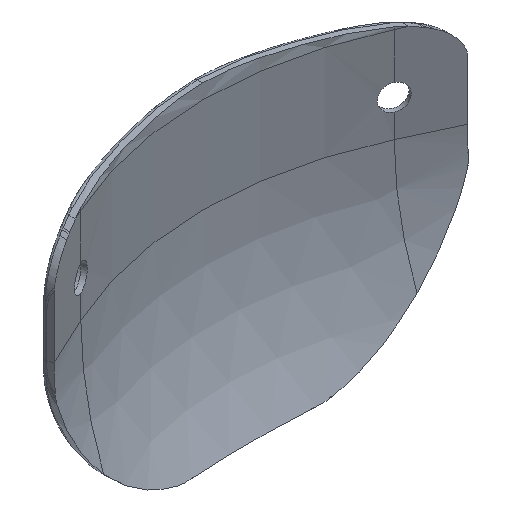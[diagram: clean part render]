
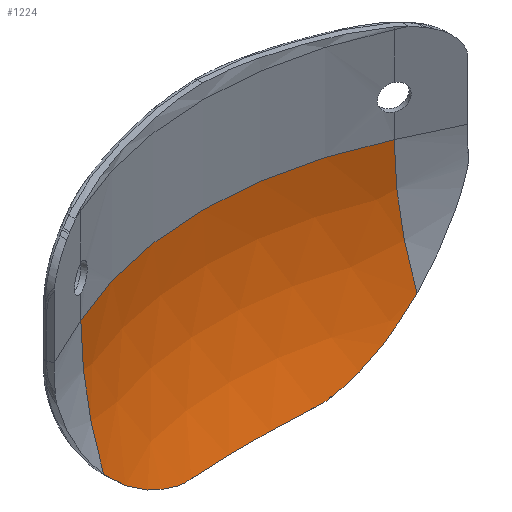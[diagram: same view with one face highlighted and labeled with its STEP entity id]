
A CAD part, isometric view. The second image highlights one B-rep face of the part: STEP entity #1224.
In plain terms, the highlighted spherical face has radius 202.176 mm.
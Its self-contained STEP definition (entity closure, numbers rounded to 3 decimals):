
#18=SPHERICAL_SURFACE('',#1331,202.176);
#112=FACE_OUTER_BOUND('',#190,.T.);
#190=EDGE_LOOP('',(#958,#959,#960,#961,#962,#963,#964,#965));
#249=CIRCLE('',#1313,202.176);
#257=CIRCLE('',#1326,183.234);
#260=CIRCLE('',#1332,202.176);
#261=CIRCLE('',#1333,183.234);
#424=B_SPLINE_CURVE_WITH_KNOTS('',3,(#2497,#2498,#2499,#2500,#2501,#2502,
#2503,#2504,#2505,#2506,#2507,#2508,#2509,#2510,#2511,#2512,#2513,#2514,
#2515,#2516,#2517,#2518,#2519,#2520,#2521,#2522,#2523,#2524,#2525,#2526,
#2527),.UNSPECIFIED.,.F.,.F.,(4,3,3,3,3,3,3,3,3,3,4),(0.,
0.12,0.234,0.345,0.451,
0.481,0.575,0.664,0.751,0.834,
0.898),.UNSPECIFIED.);
#425=B_SPLINE_CURVE_WITH_KNOTS('',3,(#2531,#2532,#2533,#2534,#2535,#2536,
#2537,#2538,#2539,#2540,#2541,#2542,#2543,#2544,#2545,#2546,#2547,#2548,
#2549,#2550,#2551,#2552,#2553,#2554,#2555,#2556,#2557,#2558,#2559,#2560,
#2561),.UNSPECIFIED.,.F.,.F.,(4,3,3,3,3,3,3,3,3,3,4),(0.,0.083,
0.169,0.257,0.35,0.409,0.515,
0.626,0.74,0.859,0.896),
 .UNSPECIFIED.);
#426=B_SPLINE_CURVE_WITH_KNOTS('',3,(#2562,#2563,#2564,#2565,#2566,#2567,
#2568,#2569),.UNSPECIFIED.,.F.,.F.,(4,2,2,4),(1.261,1.883,
4.541,6.489),.UNSPECIFIED.);
#427=B_SPLINE_CURVE_WITH_KNOTS('',3,(#2572,#2573,#2574,#2575,#2576,#2577,
#2578,#2579),.UNSPECIFIED.,.F.,.F.,(4,2,2,4),(0.817,1.901,
4.664,6.046),.UNSPECIFIED.);
#503=VERTEX_POINT('',#1991);
#512=VERTEX_POINT('',#2044);
#537=VERTEX_POINT('',#2380);
#544=VERTEX_POINT('',#2495);
#545=VERTEX_POINT('',#2496);
#546=VERTEX_POINT('',#2528);
#547=VERTEX_POINT('',#2530);
#548=VERTEX_POINT('',#2570);
#644=EDGE_CURVE('',#503,#512,#249,.T.);
#680=EDGE_CURVE('',#503,#537,#257,.T.);
#693=EDGE_CURVE('',#544,#545,#424,.T.);
#694=EDGE_CURVE('',#546,#544,#260,.T.);
#695=EDGE_CURVE('',#547,#546,#425,.T.);
#696=EDGE_CURVE('',#547,#537,#426,.T.);
#697=EDGE_CURVE('',#512,#548,#261,.T.);
#698=EDGE_CURVE('',#548,#545,#427,.T.);
#958=ORIENTED_EDGE('',*,*,#693,.F.);
#959=ORIENTED_EDGE('',*,*,#694,.F.);
#960=ORIENTED_EDGE('',*,*,#695,.F.);
#961=ORIENTED_EDGE('',*,*,#696,.T.);
#962=ORIENTED_EDGE('',*,*,#680,.F.);
#963=ORIENTED_EDGE('',*,*,#644,.T.);
#964=ORIENTED_EDGE('',*,*,#697,.T.);
#965=ORIENTED_EDGE('',*,*,#698,.T.);
#1224=ADVANCED_FACE('',(#112),#18,.F.);
#1313=AXIS2_PLACEMENT_3D('',#2046,#1442,#1443);
#1326=AXIS2_PLACEMENT_3D('',#2381,#1477,#1478);
#1331=AXIS2_PLACEMENT_3D('',#2494,#1490,#1491);
#1332=AXIS2_PLACEMENT_3D('',#2529,#1492,#1493);
#1333=AXIS2_PLACEMENT_3D('',#2571,#1494,#1495);
#1442=DIRECTION('center_axis',(0.,0.,1.));
#1443=DIRECTION('ref_axis',(-1.,0.,0.));
#1477=DIRECTION('center_axis',(-1.,0.,0.));
#1478=DIRECTION('ref_axis',(0.,1.,0.));
#1490=DIRECTION('center_axis',(0.,0.,1.));
#1491=DIRECTION('ref_axis',(1.,0.,0.));
#1492=DIRECTION('center_axis',(0.,0.483,0.876));
#1493=DIRECTION('ref_axis',(0.423,-0.794,0.437));
#1494=DIRECTION('center_axis',(-1.,0.,0.));
#1495=DIRECTION('ref_axis',(0.,1.,0.));
#1991=CARTESIAN_POINT('',(85.443,183.234,-20.));
#2044=CARTESIAN_POINT('',(-85.443,183.234,-20.));
#2046=CARTESIAN_POINT('Origin',(0.,0.,-20.));
#2380=CARTESIAN_POINT('',(85.443,170.799,-86.35));
#2381=CARTESIAN_POINT('Origin',(85.443,0.,-20.));
#2494=CARTESIAN_POINT('Origin',(0.,0.,-20.));
#2495=CARTESIAN_POINT('',(-33.918,174.556,-116.204));
#2496=CARTESIAN_POINT('',(-42.741,173.456,-114.666));
#2497=CARTESIAN_POINT('Ctrl Pts',(-33.917,174.556,-116.204));
#2498=CARTESIAN_POINT('Ctrl Pts',(-34.313,174.497,-116.171));
#2499=CARTESIAN_POINT('Ctrl Pts',(-34.71,174.438,-116.135));
#2500=CARTESIAN_POINT('Ctrl Pts',(-35.107,174.38,-116.095));
#2501=CARTESIAN_POINT('Ctrl Pts',(-35.483,174.326,-116.057));
#2502=CARTESIAN_POINT('Ctrl Pts',(-35.859,174.271,-116.015));
#2503=CARTESIAN_POINT('Ctrl Pts',(-36.235,174.218,-115.97));
#2504=CARTESIAN_POINT('Ctrl Pts',(-36.6,174.166,-115.926));
#2505=CARTESIAN_POINT('Ctrl Pts',(-36.965,174.115,-115.878));
#2506=CARTESIAN_POINT('Ctrl Pts',(-37.329,174.066,-115.826));
#2507=CARTESIAN_POINT('Ctrl Pts',(-37.68,174.018,-115.776));
#2508=CARTESIAN_POINT('Ctrl Pts',(-38.03,173.972,-115.722));
#2509=CARTESIAN_POINT('Ctrl Pts',(-38.377,173.927,-115.665));
#2510=CARTESIAN_POINT('Ctrl Pts',(-38.477,173.914,-115.648));
#2511=CARTESIAN_POINT('Ctrl Pts',(-38.576,173.901,-115.631));
#2512=CARTESIAN_POINT('Ctrl Pts',(-38.675,173.888,-115.614));
#2513=CARTESIAN_POINT('Ctrl Pts',(-38.98,173.85,-115.562));
#2514=CARTESIAN_POINT('Ctrl Pts',(-39.286,173.812,-115.505));
#2515=CARTESIAN_POINT('Ctrl Pts',(-39.592,173.775,-115.445));
#2516=CARTESIAN_POINT('Ctrl Pts',(-39.884,173.74,-115.388));
#2517=CARTESIAN_POINT('Ctrl Pts',(-40.177,173.706,-115.327));
#2518=CARTESIAN_POINT('Ctrl Pts',(-40.469,173.673,-115.262));
#2519=CARTESIAN_POINT('Ctrl Pts',(-40.753,173.642,-115.199));
#2520=CARTESIAN_POINT('Ctrl Pts',(-41.037,173.612,-115.132));
#2521=CARTESIAN_POINT('Ctrl Pts',(-41.319,173.583,-115.061));
#2522=CARTESIAN_POINT('Ctrl Pts',(-41.59,173.556,-114.993));
#2523=CARTESIAN_POINT('Ctrl Pts',(-41.86,173.531,-114.922));
#2524=CARTESIAN_POINT('Ctrl Pts',(-42.128,173.507,-114.847));
#2525=CARTESIAN_POINT('Ctrl Pts',(-42.334,173.489,-114.789));
#2526=CARTESIAN_POINT('Ctrl Pts',(-42.538,173.471,-114.729));
#2527=CARTESIAN_POINT('Ctrl Pts',(-42.741,173.456,-114.666));
#2528=CARTESIAN_POINT('',(33.918,174.556,-116.204));
#2529=CARTESIAN_POINT('Origin',(0.,0.,-20.));
#2530=CARTESIAN_POINT('',(42.741,173.456,-114.666));
#2531=CARTESIAN_POINT('Ctrl Pts',(42.741,173.456,-114.666));
#2532=CARTESIAN_POINT('Ctrl Pts',(42.479,173.476,-114.747));
#2533=CARTESIAN_POINT('Ctrl Pts',(42.214,173.499,-114.824));
#2534=CARTESIAN_POINT('Ctrl Pts',(41.947,173.523,-114.897));
#2535=CARTESIAN_POINT('Ctrl Pts',(41.668,173.549,-114.973));
#2536=CARTESIAN_POINT('Ctrl Pts',(41.387,173.576,-115.046));
#2537=CARTESIAN_POINT('Ctrl Pts',(41.104,173.605,-115.114));
#2538=CARTESIAN_POINT('Ctrl Pts',(40.815,173.635,-115.184));
#2539=CARTESIAN_POINT('Ctrl Pts',(40.524,173.666,-115.251));
#2540=CARTESIAN_POINT('Ctrl Pts',(40.232,173.699,-115.313));
#2541=CARTESIAN_POINT('Ctrl Pts',(39.929,173.734,-115.378));
#2542=CARTESIAN_POINT('Ctrl Pts',(39.625,173.77,-115.439));
#2543=CARTESIAN_POINT('Ctrl Pts',(39.322,173.807,-115.497));
#2544=CARTESIAN_POINT('Ctrl Pts',(39.128,173.83,-115.533));
#2545=CARTESIAN_POINT('Ctrl Pts',(38.935,173.854,-115.568));
#2546=CARTESIAN_POINT('Ctrl Pts',(38.743,173.879,-115.602));
#2547=CARTESIAN_POINT('Ctrl Pts',(38.396,173.922,-115.662));
#2548=CARTESIAN_POINT('Ctrl Pts',(38.047,173.968,-115.719));
#2549=CARTESIAN_POINT('Ctrl Pts',(37.697,174.015,-115.771));
#2550=CARTESIAN_POINT('Ctrl Pts',(37.331,174.064,-115.826));
#2551=CARTESIAN_POINT('Ctrl Pts',(36.963,174.114,-115.877));
#2552=CARTESIAN_POINT('Ctrl Pts',(36.595,174.165,-115.924));
#2553=CARTESIAN_POINT('Ctrl Pts',(36.216,174.218,-115.972));
#2554=CARTESIAN_POINT('Ctrl Pts',(35.837,174.272,-116.017));
#2555=CARTESIAN_POINT('Ctrl Pts',(35.458,174.327,-116.057));
#2556=CARTESIAN_POINT('Ctrl Pts',(35.064,174.384,-116.099));
#2557=CARTESIAN_POINT('Ctrl Pts',(34.67,174.442,-116.137));
#2558=CARTESIAN_POINT('Ctrl Pts',(34.277,174.5,-116.172));
#2559=CARTESIAN_POINT('Ctrl Pts',(34.157,174.518,-116.182));
#2560=CARTESIAN_POINT('Ctrl Pts',(34.037,174.536,-116.193));
#2561=CARTESIAN_POINT('Ctrl Pts',(33.917,174.554,-116.203));
#2562=CARTESIAN_POINT('Ctrl Pts',(42.741,173.456,-114.666));
#2563=CARTESIAN_POINT('Ctrl Pts',(44.699,173.303,-114.062));
#2564=CARTESIAN_POINT('Ctrl Pts',(46.64,173.153,-113.393));
#2565=CARTESIAN_POINT('Ctrl Pts',(56.817,172.395,-109.474));
#2566=CARTESIAN_POINT('Ctrl Pts',(64.269,171.956,-105.17));
#2567=CARTESIAN_POINT('Ctrl Pts',(76.318,171.333,-95.749));
#2568=CARTESIAN_POINT('Ctrl Pts',(81.087,171.096,-91.196));
#2569=CARTESIAN_POINT('Ctrl Pts',(85.443,170.799,-86.35));
#2570=CARTESIAN_POINT('',(-85.443,170.799,-86.35));
#2571=CARTESIAN_POINT('Origin',(-85.443,0.,-20.));
#2572=CARTESIAN_POINT('Ctrl Pts',(-85.443,170.799,-86.35));
#2573=CARTESIAN_POINT('Ctrl Pts',(-83.017,170.965,-89.049));
#2574=CARTESIAN_POINT('Ctrl Pts',(-80.473,171.112,-91.646));
#2575=CARTESIAN_POINT('Ctrl Pts',(-71.088,171.614,-100.343));
#2576=CARTESIAN_POINT('Ctrl Pts',(-63.723,171.962,-105.611));
#2577=CARTESIAN_POINT('Ctrl Pts',(-51.282,172.801,-111.688));
#2578=CARTESIAN_POINT('Ctrl Pts',(-47.064,173.118,-113.333));
#2579=CARTESIAN_POINT('Ctrl Pts',(-42.741,173.456,-114.666));
